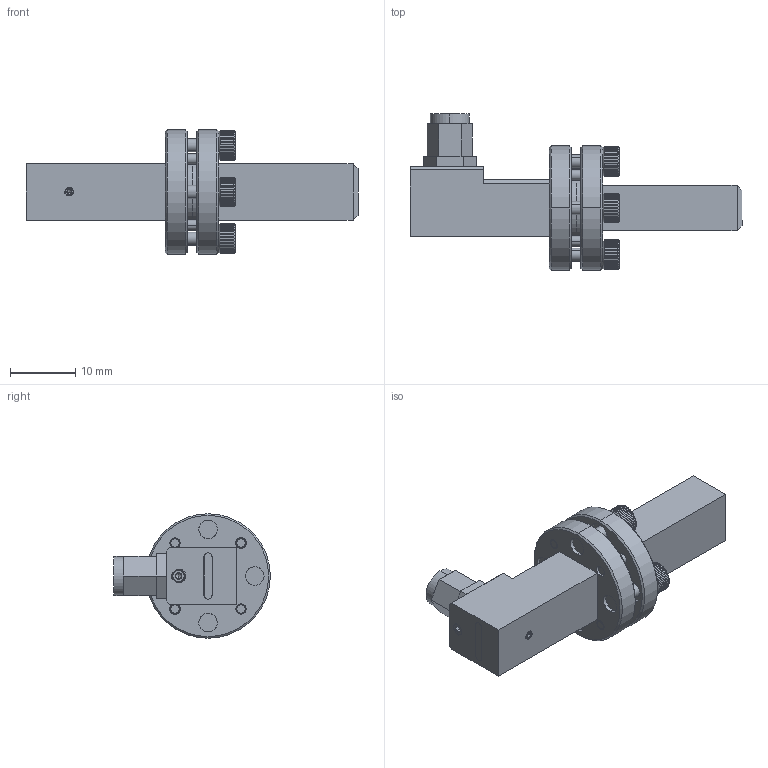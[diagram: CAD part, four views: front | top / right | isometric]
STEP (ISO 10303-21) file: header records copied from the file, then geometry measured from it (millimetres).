
FILE_DESCRIPTION (( 'STEP AP203' ), '1' );
FILE_NAME ('SAR-1532-101M-R2.STEP', '2019-02-12T20:24:36', ( '' ), ( '' ), 'SwSTEP 2.0', 'SolidWorks 2016', '' );
FILE_SCHEMA (( 'CONFIG_CONTROL_DESIGN' ));
Length unit declared in the file: inch
Products named in the file (1): SAR-1532-101M-R2
Bounding box: 50.8 x 23.96 x 19.05 mm (x, y, z)
Volume: 5295.8 mm3; surface area: 4828.6 mm2
Topology: 15 solids, 15 shells, 994 faces, 2611 edges, 1673 vertices
Faces by surface type: plane 514, cylinder 324, cone 146, torus 8, bspline 2
Entity records: 32435 total; most frequent: CARTESIAN_POINT 9167, ORIENTED_EDGE 5202, DIRECTION 4332, EDGE_CURVE 2601, VERTEX_POINT 1673, AXIS2_PLACEMENT_3D 1653, EDGE_LOOP 1066, VECTOR 1026
